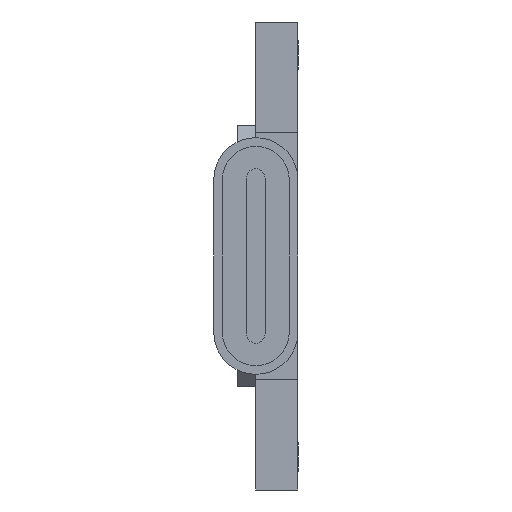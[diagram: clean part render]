
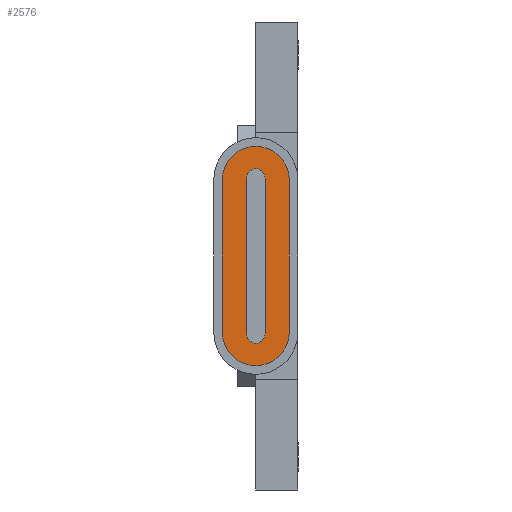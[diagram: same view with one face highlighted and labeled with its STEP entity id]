
A CAD part, left-side view. The second image highlights one B-rep face of the part: STEP entity #2576.
In plain terms, the highlighted planar face has unit normal (-1, 0, 0).
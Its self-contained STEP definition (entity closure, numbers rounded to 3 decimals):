
#266=FACE_BOUND('',#857,.T.);
#425=CIRCLE('',#2946,0.35);
#427=CIRCLE('',#2950,0.35);
#429=CIRCLE('',#2954,1.27);
#431=CIRCLE('',#2958,1.27);
#584=FACE_OUTER_BOUND('',#856,.T.);
#856=EDGE_LOOP('',(#2256,#2257,#2258,#2259));
#857=EDGE_LOOP('',(#2260,#2261,#2262,#2263));
#984=LINE('',#4393,#1134);
#987=LINE('',#4402,#1137);
#992=LINE('',#4417,#1142);
#995=LINE('',#4426,#1145);
#1134=VECTOR('',#3692,10.);
#1137=VECTOR('',#3703,10.);
#1142=VECTOR('',#3716,10.);
#1145=VECTOR('',#3727,10.);
#1352=VERTEX_POINT('',#4383);
#1353=VERTEX_POINT('',#4385);
#1355=VERTEX_POINT('',#4391);
#1357=VERTEX_POINT('',#4397);
#1360=VERTEX_POINT('',#4407);
#1361=VERTEX_POINT('',#4409);
#1363=VERTEX_POINT('',#4415);
#1365=VERTEX_POINT('',#4421);
#1650=EDGE_CURVE('',#1352,#1353,#425,.T.);
#1654=EDGE_CURVE('',#1355,#1352,#984,.T.);
#1657=EDGE_CURVE('',#1357,#1355,#427,.T.);
#1659=EDGE_CURVE('',#1353,#1357,#987,.T.);
#1662=EDGE_CURVE('',#1360,#1361,#429,.T.);
#1666=EDGE_CURVE('',#1363,#1360,#992,.T.);
#1669=EDGE_CURVE('',#1365,#1363,#431,.T.);
#1671=EDGE_CURVE('',#1361,#1365,#995,.T.);
#2256=ORIENTED_EDGE('',*,*,#1671,.F.);
#2257=ORIENTED_EDGE('',*,*,#1662,.F.);
#2258=ORIENTED_EDGE('',*,*,#1666,.F.);
#2259=ORIENTED_EDGE('',*,*,#1669,.F.);
#2260=ORIENTED_EDGE('',*,*,#1659,.F.);
#2261=ORIENTED_EDGE('',*,*,#1650,.F.);
#2262=ORIENTED_EDGE('',*,*,#1654,.F.);
#2263=ORIENTED_EDGE('',*,*,#1657,.F.);
#2410=PLANE('',#2960);
#2576=ADVANCED_FACE('',(#584,#266),#2410,.T.);
#2946=AXIS2_PLACEMENT_3D('',#4386,#3685,#3686);
#2950=AXIS2_PLACEMENT_3D('',#4399,#3698,#3699);
#2954=AXIS2_PLACEMENT_3D('',#4410,#3709,#3710);
#2958=AXIS2_PLACEMENT_3D('',#4423,#3722,#3723);
#2960=AXIS2_PLACEMENT_3D('',#4427,#3728,#3729);
#3685=DIRECTION('center_axis',(-1.,0.,0.));
#3686=DIRECTION('ref_axis',(0.,-1.,0.));
#3692=DIRECTION('',(0.,0.,-1.));
#3698=DIRECTION('center_axis',(-1.,0.,0.));
#3699=DIRECTION('ref_axis',(0.,1.,0.));
#3703=DIRECTION('',(0.,0.,1.));
#3709=DIRECTION('center_axis',(1.,0.,0.));
#3710=DIRECTION('ref_axis',(0.,1.,0.));
#3716=DIRECTION('',(0.,0.,-1.));
#3722=DIRECTION('center_axis',(1.,0.,0.));
#3723=DIRECTION('ref_axis',(0.,-1.,0.));
#3727=DIRECTION('',(0.,0.,1.));
#3728=DIRECTION('center_axis',(-1.,0.,0.));
#3729=DIRECTION('ref_axis',(0.,0.,1.));
#4383=CARTESIAN_POINT('',(-12.,1.95,-2.965));
#4385=CARTESIAN_POINT('',(-12.,1.25,-2.965));
#4386=CARTESIAN_POINT('Origin',(-12.,1.6,-2.965));
#4391=CARTESIAN_POINT('',(-12.,1.95,2.965));
#4393=CARTESIAN_POINT('',(-12.,1.95,-2.965));
#4397=CARTESIAN_POINT('',(-12.,1.25,2.965));
#4399=CARTESIAN_POINT('Origin',(-12.,1.6,2.965));
#4402=CARTESIAN_POINT('',(-12.,1.25,2.965));
#4407=CARTESIAN_POINT('',(-12.,0.33,-2.9));
#4409=CARTESIAN_POINT('',(-12.,2.87,-2.9));
#4410=CARTESIAN_POINT('Origin',(-12.,1.6,-2.9));
#4415=CARTESIAN_POINT('',(-12.,0.33,2.9));
#4417=CARTESIAN_POINT('',(-12.,0.33,-2.9));
#4421=CARTESIAN_POINT('',(-12.,2.87,2.9));
#4423=CARTESIAN_POINT('Origin',(-12.,1.6,2.9));
#4426=CARTESIAN_POINT('',(-12.,2.87,2.9));
#4427=CARTESIAN_POINT('Origin',(-12.,1.6,0.));
